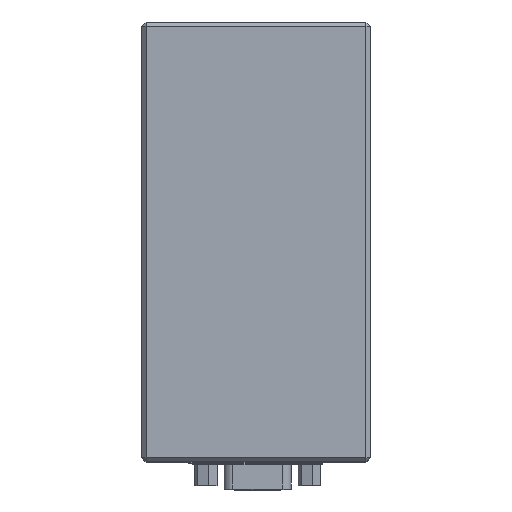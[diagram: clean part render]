
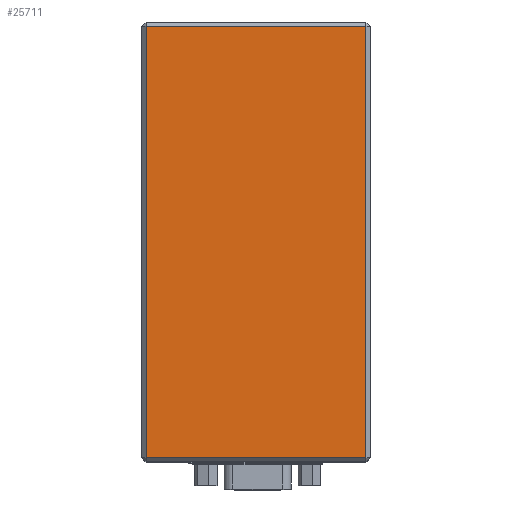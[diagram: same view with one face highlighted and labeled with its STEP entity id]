
A CAD part, top view. The second image highlights one B-rep face of the part: STEP entity #25711.
In plain terms, the highlighted planar face has unit normal (0, 0, 1).
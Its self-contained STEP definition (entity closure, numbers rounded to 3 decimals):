
#2249=FACE_OUTER_BOUND('',#3717,.T.);
#3717=EDGE_LOOP('',(#22505,#22506,#22507,#22508));
#6700=LINE('',#41668,#9708);
#6708=LINE('',#41684,#9716);
#6710=LINE('',#41687,#9718);
#6712=LINE('',#41690,#9720);
#9708=VECTOR('',#33612,10.);
#9716=VECTOR('',#33626,10.);
#9718=VECTOR('',#33630,10.);
#9720=VECTOR('',#33634,10.);
#12090=VERTEX_POINT('',#41636);
#12092=VERTEX_POINT('',#41645);
#12096=VERTEX_POINT('',#41656);
#12101=VERTEX_POINT('',#41672);
#15567=EDGE_CURVE('',#12090,#12096,#6700,.T.);
#15575=EDGE_CURVE('',#12096,#12101,#6708,.T.);
#15577=EDGE_CURVE('',#12101,#12092,#6710,.T.);
#15579=EDGE_CURVE('',#12092,#12090,#6712,.T.);
#22505=ORIENTED_EDGE('',*,*,#15567,.F.);
#22506=ORIENTED_EDGE('',*,*,#15579,.F.);
#22507=ORIENTED_EDGE('',*,*,#15577,.F.);
#22508=ORIENTED_EDGE('',*,*,#15575,.F.);
#23699=PLANE('',#27448);
#25711=ADVANCED_FACE('',(#2249),#23699,.T.);
#27448=AXIS2_PLACEMENT_3D('',#41695,#33641,#33642);
#33612=DIRECTION('',(0.,1.,0.));
#33626=DIRECTION('',(1.,0.,0.));
#33630=DIRECTION('',(0.,-1.,0.));
#33634=DIRECTION('',(-1.,0.,0.));
#33641=DIRECTION('center_axis',(0.,0.,1.));
#33642=DIRECTION('ref_axis',(1.,0.,0.));
#41636=CARTESIAN_POINT('',(1.,1.,40.));
#41645=CARTESIAN_POINT('',(53.,1.,40.));
#41656=CARTESIAN_POINT('',(1.,103.,40.));
#41668=CARTESIAN_POINT('',(1.,78.,40.));
#41672=CARTESIAN_POINT('',(53.,103.,40.));
#41684=CARTESIAN_POINT('',(40.5,103.,40.));
#41687=CARTESIAN_POINT('',(53.,26.,40.));
#41690=CARTESIAN_POINT('',(13.5,1.,40.));
#41695=CARTESIAN_POINT('Origin',(27.,52.,40.));
